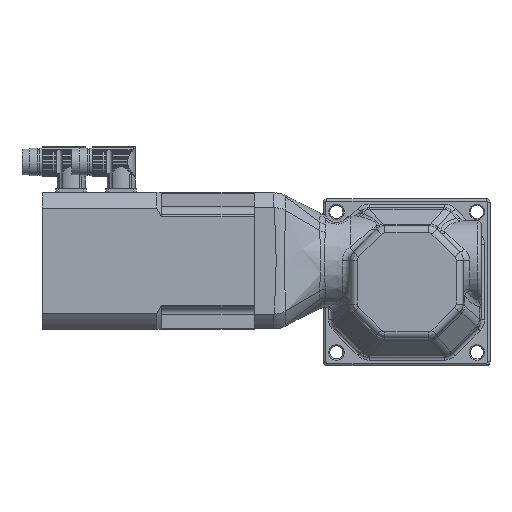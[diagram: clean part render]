
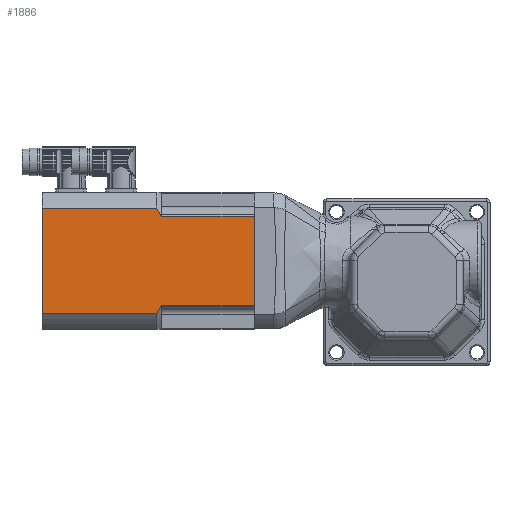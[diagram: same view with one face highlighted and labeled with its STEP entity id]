
A CAD part, left-side view. The second image highlights one B-rep face of the part: STEP entity #1886.
In plain terms, the highlighted planar face has unit normal (-1, 0, 0).
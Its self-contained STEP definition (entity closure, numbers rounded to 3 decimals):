
#1886=ADVANCED_FACE('',(#2895),#2748,.T.);
#2748=PLANE('',#13420);
#2895=FACE_OUTER_BOUND('',#3705,.T.);
#3705=EDGE_LOOP('',(#5209,#5210,#5211,#5212,#5213,#5214,#5215,#5216));
#4679=B_SPLINE_CURVE_WITH_KNOTS('',3,(#18622,#18623,#18624,#18625),.UNSPECIFIED.,
.F.,.F.,(4,4),(0.,1.),.UNSPECIFIED.);
#4680=B_SPLINE_CURVE_WITH_KNOTS('',3,(#18633,#18634,#18635,#18636),.UNSPECIFIED.,
.F.,.F.,(4,4),(0.,1.),.UNSPECIFIED.);
#5209=ORIENTED_EDGE('',*,*,#10339,.T.);
#5210=ORIENTED_EDGE('',*,*,#10340,.T.);
#5211=ORIENTED_EDGE('',*,*,#10341,.F.);
#5212=ORIENTED_EDGE('',*,*,#10342,.T.);
#5213=ORIENTED_EDGE('',*,*,#10343,.F.);
#5214=ORIENTED_EDGE('',*,*,#10344,.T.);
#5215=ORIENTED_EDGE('',*,*,#10345,.T.);
#5216=ORIENTED_EDGE('',*,*,#10346,.F.);
#9113=VERTEX_POINT('',#18620);
#9114=VERTEX_POINT('',#18621);
#9115=VERTEX_POINT('',#18626);
#9116=VERTEX_POINT('',#18628);
#9117=VERTEX_POINT('',#18630);
#9118=VERTEX_POINT('',#18632);
#9119=VERTEX_POINT('',#18637);
#9120=VERTEX_POINT('',#18639);
#10339=EDGE_CURVE('',#9113,#9114,#12291,.T.);
#10340=EDGE_CURVE('',#9114,#9115,#4679,.T.);
#10341=EDGE_CURVE('',#9116,#9115,#12292,.T.);
#10342=EDGE_CURVE('',#9116,#9117,#12293,.T.);
#10343=EDGE_CURVE('',#9118,#9117,#12294,.T.);
#10344=EDGE_CURVE('',#9118,#9119,#4680,.T.);
#10345=EDGE_CURVE('',#9119,#9120,#12295,.T.);
#10346=EDGE_CURVE('',#9113,#9120,#12296,.T.);
#12291=LINE('',#18619,#12855);
#12292=LINE('',#18627,#12856);
#12293=LINE('',#18629,#12857);
#12294=LINE('',#18631,#12858);
#12295=LINE('',#18638,#12859);
#12296=LINE('',#18640,#12860);
#12855=VECTOR('',#14966,1.);
#12856=VECTOR('',#14967,1.);
#12857=VECTOR('',#14968,1.);
#12858=VECTOR('',#14969,1.);
#12859=VECTOR('',#14970,1.);
#12860=VECTOR('',#14971,1.);
#13420=AXIS2_PLACEMENT_3D('',#18641,#14972,#14973);
#14966=DIRECTION('',(0.,-1.,0.));
#14967=DIRECTION('',(0.,1.,0.));
#14968=DIRECTION('',(0.,0.,1.));
#14969=DIRECTION('',(0.,-1.,0.));
#14970=DIRECTION('',(0.,1.,0.));
#14971=DIRECTION('',(0.,0.,1.));
#14972=DIRECTION('',(-1.,0.,0.));
#14973=DIRECTION('',(0.,0.,1.));
#18619=CARTESIAN_POINT('',(-35.,77.5,-21.659));
#18620=CARTESIAN_POINT('',(-35.,177.5,-21.659));
#18621=CARTESIAN_POINT('',(-35.,81.5,-21.659));
#18622=CARTESIAN_POINT('',(-35.,81.5,-21.659));
#18623=CARTESIAN_POINT('',(-35.,80.112,-19.38));
#18624=CARTESIAN_POINT('',(-35.,78.774,-17.073));
#18625=CARTESIAN_POINT('',(-35.,77.5,-14.729));
#18626=CARTESIAN_POINT('',(-35.,77.5,-14.729));
#18627=CARTESIAN_POINT('',(-35.,77.5,-14.729));
#18628=CARTESIAN_POINT('',(-35.,-0.5,-14.729));
#18629=CARTESIAN_POINT('',(-35.,-0.5,-35.));
#18630=CARTESIAN_POINT('',(-35.,-0.5,59.729));
#18631=CARTESIAN_POINT('',(-35.,77.5,59.729));
#18632=CARTESIAN_POINT('',(-35.,77.5,59.729));
#18633=CARTESIAN_POINT('',(-35.,77.5,59.729));
#18634=CARTESIAN_POINT('',(-35.,78.774,62.073));
#18635=CARTESIAN_POINT('',(-35.,80.112,64.38));
#18636=CARTESIAN_POINT('',(-35.,81.5,66.659));
#18637=CARTESIAN_POINT('',(-35.,81.5,66.659));
#18638=CARTESIAN_POINT('',(-35.,77.5,66.659));
#18639=CARTESIAN_POINT('',(-35.,177.5,66.659));
#18640=CARTESIAN_POINT('',(-35.,177.5,-35.));
#18641=CARTESIAN_POINT('',(-35.,38.5,-35.));
